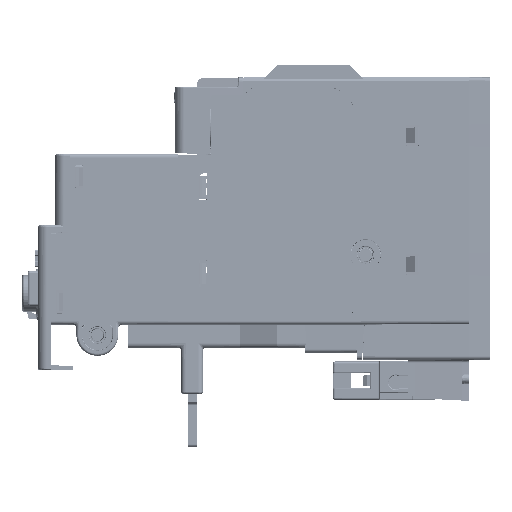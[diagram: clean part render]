
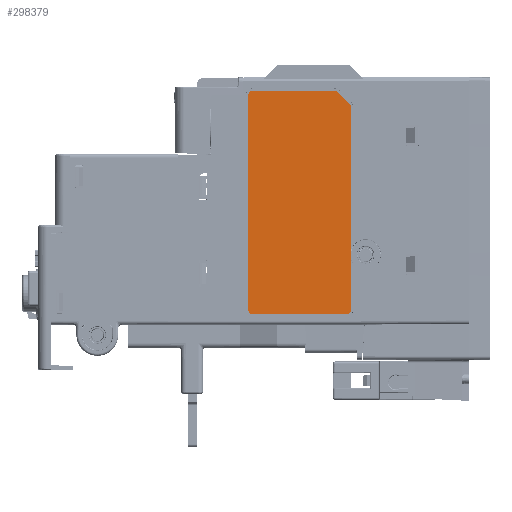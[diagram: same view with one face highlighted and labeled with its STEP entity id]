
A CAD part, left-side view. The second image highlights one B-rep face of the part: STEP entity #298379.
In plain terms, the highlighted planar face has unit normal (-1, 0, 0).
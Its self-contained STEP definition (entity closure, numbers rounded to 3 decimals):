
#298255=CARTESIAN_POINT('',(-22.4,28.35,5.319));
#298256=DIRECTION('',(1.,0.,0.));
#298257=DIRECTION('',(0.,-0.707,0.707));
#298258=AXIS2_PLACEMENT_3D('',#298255,#298256,#298257);
#298260=DIRECTION('',(0.,0.,1.));
#298261=VECTOR('',#298260,43.869);
#298262=CARTESIAN_POINT('',(-22.4,27.55,-38.55));
#298263=LINE('',#298262,#298261);
#298264=CARTESIAN_POINT('',(-22.4,28.35,-38.55));
#298265=DIRECTION('',(1.,0.,0.));
#298266=DIRECTION('',(0.,-1.,0.));
#298267=AXIS2_PLACEMENT_3D('',#298264,#298265,#298266);
#298269=DIRECTION('',(0.,1.,0.));
#298270=VECTOR('',#298269,20.4);
#298271=CARTESIAN_POINT('',(-22.4,28.35,-39.35));
#298272=LINE('',#298271,#298270);
#298273=CARTESIAN_POINT('',(-22.4,48.75,-38.55));
#298274=DIRECTION('',(1.,0.,0.));
#298275=DIRECTION('',(0.,0.,-1.));
#298276=AXIS2_PLACEMENT_3D('',#298273,#298274,#298275);
#298278=DIRECTION('',(0.,0.,-1.));
#298279=VECTOR('',#298278,46.4);
#298280=CARTESIAN_POINT('',(-22.4,49.55,7.85));
#298281=LINE('',#298280,#298279);
#298282=CARTESIAN_POINT('',(-22.4,48.75,7.85));
#298283=DIRECTION('',(1.,0.,0.));
#298284=DIRECTION('',(0.,1.,0.));
#298285=AXIS2_PLACEMENT_3D('',#298282,#298283,#298284);
#298287=DIRECTION('',(0.,-1.,0.));
#298288=VECTOR('',#298287,17.869);
#298289=CARTESIAN_POINT('',(-22.4,48.75,8.65));
#298290=LINE('',#298289,#298288);
#298291=CARTESIAN_POINT('',(-22.4,30.881,7.85));
#298292=DIRECTION('',(1.,0.,0.));
#298293=DIRECTION('',(0.,0.,1.));
#298294=AXIS2_PLACEMENT_3D('',#298291,#298292,#298293);
#298296=DIRECTION('',(0.,-0.707,-0.707));
#298297=VECTOR('',#298296,3.58);
#298298=CARTESIAN_POINT('',(-22.4,30.316,8.416));
#298299=LINE('',#298298,#298297);
#298324=CARTESIAN_POINT('',(-22.4,48.75,8.65));
#298325=CARTESIAN_POINT('',(-22.4,49.55,7.85));
#298326=VERTEX_POINT('',#298324);
#298327=VERTEX_POINT('',#298325);
#298330=CARTESIAN_POINT('',(-22.4,28.35,-39.35));
#298331=CARTESIAN_POINT('',(-22.4,27.55,-38.55));
#298332=VERTEX_POINT('',#298330);
#298333=VERTEX_POINT('',#298331);
#298336=CARTESIAN_POINT('',(-22.4,49.55,-38.55));
#298338=VERTEX_POINT('',#298336);
#298340=CARTESIAN_POINT('',(-22.4,48.75,-39.35));
#298341=VERTEX_POINT('',#298340);
#298342=CARTESIAN_POINT('',(-22.4,27.55,5.319));
#298344=VERTEX_POINT('',#298342);
#298346=CARTESIAN_POINT('',(-22.4,27.784,5.884));
#298347=VERTEX_POINT('',#298346);
#298348=CARTESIAN_POINT('',(-22.4,30.316,8.416));
#298349=CARTESIAN_POINT('',(-22.4,30.881,8.65));
#298350=VERTEX_POINT('',#298348);
#298351=VERTEX_POINT('',#298349);
#298352=CARTESIAN_POINT('',(-22.4,27.55,-15.35));
#298353=DIRECTION('',(-1.,0.,0.));
#298354=DIRECTION('',(0.,0.,1.));
#298355=AXIS2_PLACEMENT_3D('',#298352,#298353,#298354);
#298356=PLANE('',#298355);
#298358=ORIENTED_EDGE('',*,*,#298357,.T.);
#298360=ORIENTED_EDGE('',*,*,#298359,.F.);
#298362=ORIENTED_EDGE('',*,*,#298361,.T.);
#298364=ORIENTED_EDGE('',*,*,#298363,.T.);
#298366=ORIENTED_EDGE('',*,*,#298365,.T.);
#298368=ORIENTED_EDGE('',*,*,#298367,.F.);
#298370=ORIENTED_EDGE('',*,*,#298369,.T.);
#298372=ORIENTED_EDGE('',*,*,#298371,.T.);
#298374=ORIENTED_EDGE('',*,*,#298373,.T.);
#298376=ORIENTED_EDGE('',*,*,#298375,.T.);
#298377=EDGE_LOOP('',(#298358,#298360,#298362,#298364,#298366,#298368,#298370,
#298372,#298374,#298376));
#298378=FACE_OUTER_BOUND('',#298377,.F.);
#298379=ADVANCED_FACE('',(#298378),#298356,.T.);
#298259=CIRCLE('',#298258,0.8);
#298268=CIRCLE('',#298267,0.8);
#298277=CIRCLE('',#298276,0.8);
#298286=CIRCLE('',#298285,0.8);
#298295=CIRCLE('',#298294,0.8);
#298357=EDGE_CURVE('',#298347,#298344,#298259,.T.);
#298359=EDGE_CURVE('',#298333,#298344,#298263,.T.);
#298361=EDGE_CURVE('',#298333,#298332,#298268,.T.);
#298363=EDGE_CURVE('',#298332,#298341,#298272,.T.);
#298365=EDGE_CURVE('',#298341,#298338,#298277,.T.);
#298367=EDGE_CURVE('',#298327,#298338,#298281,.T.);
#298369=EDGE_CURVE('',#298327,#298326,#298286,.T.);
#298371=EDGE_CURVE('',#298326,#298351,#298290,.T.);
#298373=EDGE_CURVE('',#298351,#298350,#298295,.T.);
#298375=EDGE_CURVE('',#298350,#298347,#298299,.T.);
